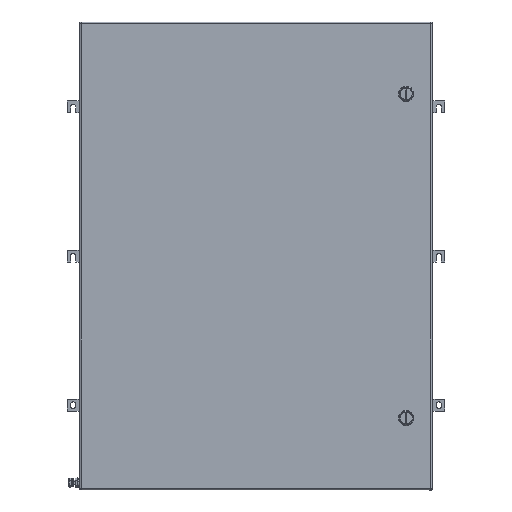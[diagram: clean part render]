
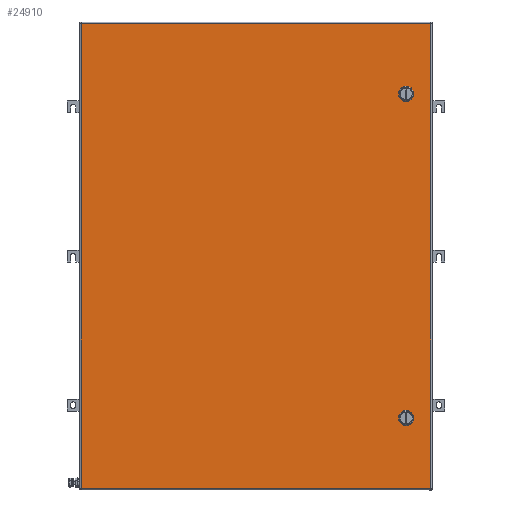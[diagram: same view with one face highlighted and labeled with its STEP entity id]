
A CAD part, top view. The second image highlights one B-rep face of the part: STEP entity #24910.
In plain terms, the highlighted planar face has unit normal (0, 0, 1).
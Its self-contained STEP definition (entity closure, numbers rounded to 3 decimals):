
#24724=AXIS2_PLACEMENT_3D('Circle Axis2P3D',#24722,#24723,$) ;
#24751=AXIS2_PLACEMENT_3D('Plane Axis2P3D',#24748,#24749,#24750) ;
#24796=AXIS2_PLACEMENT_3D('Circle Axis2P3D',#24794,#24795,$) ;
#24810=AXIS2_PLACEMENT_3D('Circle Axis2P3D',#24808,#24809,$) ;
#24824=AXIS2_PLACEMENT_3D('Circle Axis2P3D',#24822,#24823,$) ;
#24846=AXIS2_PLACEMENT_3D('Circle Axis2P3D',#24844,#24845,$) ;
#24862=AXIS2_PLACEMENT_3D('Circle Axis2P3D',#24860,#24861,$) ;
#24876=AXIS2_PLACEMENT_3D('Circle Axis2P3D',#24874,#24875,$) ;
#24890=AXIS2_PLACEMENT_3D('Circle Axis2P3D',#24888,#24889,$) ;
#24719=CARTESIAN_POINT('Vertex',(715.056,819.45,203.5)) ;
#24722=CARTESIAN_POINT('Axis2P3D Location',(710.,829.5,203.5)) ;
#24726=CARTESIAN_POINT('Vertex',(720.05,824.444,203.5)) ;
#24748=CARTESIAN_POINT('Axis2P3D Location',(395.5,490.,203.5)) ;
#24753=CARTESIAN_POINT('Line Origine',(395.5,976.5,203.5)) ;
#24757=CARTESIAN_POINT('Vertex',(762.,976.5,203.5)) ;
#24759=CARTESIAN_POINT('Vertex',(29.,976.5,203.5)) ;
#24762=CARTESIAN_POINT('Line Origine',(29.,490.,203.5)) ;
#24766=CARTESIAN_POINT('Vertex',(29.,3.5,203.5)) ;
#24769=CARTESIAN_POINT('Line Origine',(395.5,3.5,203.5)) ;
#24773=CARTESIAN_POINT('Vertex',(762.,3.5,203.5)) ;
#24776=CARTESIAN_POINT('Line Origine',(762.,490.,203.5)) ;
#24787=CARTESIAN_POINT('Line Origine',(710.,819.45,203.5)) ;
#24791=CARTESIAN_POINT('Vertex',(704.944,819.45,203.5)) ;
#24794=CARTESIAN_POINT('Axis2P3D Location',(710.,829.5,203.5)) ;
#24798=CARTESIAN_POINT('Vertex',(699.95,824.444,203.5)) ;
#24801=CARTESIAN_POINT('Line Origine',(699.95,829.5,203.5)) ;
#24805=CARTESIAN_POINT('Vertex',(699.95,834.556,203.5)) ;
#24808=CARTESIAN_POINT('Axis2P3D Location',(710.,829.5,203.5)) ;
#24812=CARTESIAN_POINT('Vertex',(704.944,839.55,203.5)) ;
#24815=CARTESIAN_POINT('Line Origine',(710.,839.55,203.5)) ;
#24819=CARTESIAN_POINT('Vertex',(715.056,839.55,203.5)) ;
#24822=CARTESIAN_POINT('Axis2P3D Location',(710.,829.5,203.5)) ;
#24826=CARTESIAN_POINT('Vertex',(720.05,834.556,203.5)) ;
#24829=CARTESIAN_POINT('Line Origine',(720.05,829.5,203.5)) ;
#24844=CARTESIAN_POINT('Axis2P3D Location',(710.,150.5,203.5)) ;
#24848=CARTESIAN_POINT('Vertex',(715.056,140.45,203.5)) ;
#24850=CARTESIAN_POINT('Vertex',(720.05,145.444,203.5)) ;
#24853=CARTESIAN_POINT('Line Origine',(710.,140.45,203.5)) ;
#24857=CARTESIAN_POINT('Vertex',(704.944,140.45,203.5)) ;
#24860=CARTESIAN_POINT('Axis2P3D Location',(710.,150.5,203.5)) ;
#24864=CARTESIAN_POINT('Vertex',(699.95,145.444,203.5)) ;
#24867=CARTESIAN_POINT('Line Origine',(699.95,150.5,203.5)) ;
#24871=CARTESIAN_POINT('Vertex',(699.95,155.556,203.5)) ;
#24874=CARTESIAN_POINT('Axis2P3D Location',(710.,150.5,203.5)) ;
#24878=CARTESIAN_POINT('Vertex',(704.944,160.55,203.5)) ;
#24881=CARTESIAN_POINT('Line Origine',(710.,160.55,203.5)) ;
#24885=CARTESIAN_POINT('Vertex',(715.056,160.55,203.5)) ;
#24888=CARTESIAN_POINT('Axis2P3D Location',(710.,150.5,203.5)) ;
#24892=CARTESIAN_POINT('Vertex',(720.05,155.556,203.5)) ;
#24895=CARTESIAN_POINT('Line Origine',(720.05,150.5,203.5)) ;
#24723=DIRECTION('Axis2P3D Direction',(0.,0.,1.)) ;
#24749=DIRECTION('Axis2P3D Direction',(0.,0.,1.)) ;
#24750=DIRECTION('Axis2P3D XDirection',(1.,0.,0.)) ;
#24754=DIRECTION('Vector Direction',(1.,0.,0.)) ;
#24763=DIRECTION('Vector Direction',(0.,-1.,0.)) ;
#24770=DIRECTION('Vector Direction',(1.,0.,0.)) ;
#24777=DIRECTION('Vector Direction',(0.,1.,0.)) ;
#24788=DIRECTION('Vector Direction',(1.,0.,0.)) ;
#24795=DIRECTION('Axis2P3D Direction',(0.,0.,1.)) ;
#24802=DIRECTION('Vector Direction',(0.,1.,0.)) ;
#24809=DIRECTION('Axis2P3D Direction',(0.,0.,1.)) ;
#24816=DIRECTION('Vector Direction',(1.,0.,0.)) ;
#24823=DIRECTION('Axis2P3D Direction',(0.,0.,1.)) ;
#24830=DIRECTION('Vector Direction',(0.,-1.,0.)) ;
#24845=DIRECTION('Axis2P3D Direction',(0.,0.,1.)) ;
#24854=DIRECTION('Vector Direction',(1.,0.,0.)) ;
#24861=DIRECTION('Axis2P3D Direction',(0.,0.,1.)) ;
#24868=DIRECTION('Vector Direction',(0.,1.,0.)) ;
#24875=DIRECTION('Axis2P3D Direction',(0.,0.,1.)) ;
#24882=DIRECTION('Vector Direction',(1.,0.,0.)) ;
#24889=DIRECTION('Axis2P3D Direction',(0.,0.,1.)) ;
#24896=DIRECTION('Vector Direction',(0.,-1.,0.)) ;
#24755=VECTOR('Line Direction',#24754,1.) ;
#24764=VECTOR('Line Direction',#24763,1.) ;
#24771=VECTOR('Line Direction',#24770,1.) ;
#24778=VECTOR('Line Direction',#24777,1.) ;
#24789=VECTOR('Line Direction',#24788,1.) ;
#24803=VECTOR('Line Direction',#24802,1.) ;
#24817=VECTOR('Line Direction',#24816,1.) ;
#24831=VECTOR('Line Direction',#24830,1.) ;
#24855=VECTOR('Line Direction',#24854,1.) ;
#24869=VECTOR('Line Direction',#24868,1.) ;
#24883=VECTOR('Line Direction',#24882,1.) ;
#24897=VECTOR('Line Direction',#24896,1.) ;
#24782=ORIENTED_EDGE('',*,*,#24761,.T.) ;
#24783=ORIENTED_EDGE('',*,*,#24768,.T.) ;
#24784=ORIENTED_EDGE('',*,*,#24775,.T.) ;
#24785=ORIENTED_EDGE('',*,*,#24780,.T.) ;
#24835=ORIENTED_EDGE('',*,*,#24793,.F.) ;
#24836=ORIENTED_EDGE('',*,*,#24800,.F.) ;
#24837=ORIENTED_EDGE('',*,*,#24807,.T.) ;
#24838=ORIENTED_EDGE('',*,*,#24814,.F.) ;
#24839=ORIENTED_EDGE('',*,*,#24821,.T.) ;
#24840=ORIENTED_EDGE('',*,*,#24828,.F.) ;
#24841=ORIENTED_EDGE('',*,*,#24833,.T.) ;
#24842=ORIENTED_EDGE('',*,*,#24728,.F.) ;
#24901=ORIENTED_EDGE('',*,*,#24852,.F.) ;
#24902=ORIENTED_EDGE('',*,*,#24859,.F.) ;
#24903=ORIENTED_EDGE('',*,*,#24866,.F.) ;
#24904=ORIENTED_EDGE('',*,*,#24873,.T.) ;
#24905=ORIENTED_EDGE('',*,*,#24880,.F.) ;
#24906=ORIENTED_EDGE('',*,*,#24887,.T.) ;
#24907=ORIENTED_EDGE('',*,*,#24894,.F.) ;
#24908=ORIENTED_EDGE('',*,*,#24899,.T.) ;
#24843=FACE_BOUND('',#24834,.T.) ;
#24909=FACE_BOUND('',#24900,.T.) ;
#24910=ADVANCED_FACE('ZUB_KTB_QL_987420_0GP_AllCATPart_AllCATPart.2\\ZUB_KTB_QL_987420_0GP_AllCATPart.2\\ZUB_DE_KTB_QL.1\\DE_KTB_MH_PART_MASTER.1\\Koerper.2',(#24786,#24843,#24909),#24752,.T.) ;
#24725=CIRCLE('generated circle',#24724,11.25) ;
#24797=CIRCLE('generated circle',#24796,11.25) ;
#24811=CIRCLE('generated circle',#24810,11.25) ;
#24825=CIRCLE('generated circle',#24824,11.25) ;
#24847=CIRCLE('generated circle',#24846,11.25) ;
#24863=CIRCLE('generated circle',#24862,11.25) ;
#24877=CIRCLE('generated circle',#24876,11.25) ;
#24891=CIRCLE('generated circle',#24890,11.25) ;
#24728=EDGE_CURVE('',#24720,#24727,#24725,.T.) ;
#24761=EDGE_CURVE('',#24758,#24760,#24756,.F.) ;
#24768=EDGE_CURVE('',#24760,#24767,#24765,.T.) ;
#24775=EDGE_CURVE('',#24767,#24774,#24772,.T.) ;
#24780=EDGE_CURVE('',#24774,#24758,#24779,.T.) ;
#24793=EDGE_CURVE('',#24792,#24720,#24790,.T.) ;
#24800=EDGE_CURVE('',#24799,#24792,#24797,.T.) ;
#24807=EDGE_CURVE('',#24799,#24806,#24804,.T.) ;
#24814=EDGE_CURVE('',#24813,#24806,#24811,.T.) ;
#24821=EDGE_CURVE('',#24813,#24820,#24818,.T.) ;
#24828=EDGE_CURVE('',#24827,#24820,#24825,.T.) ;
#24833=EDGE_CURVE('',#24827,#24727,#24832,.T.) ;
#24852=EDGE_CURVE('',#24849,#24851,#24847,.T.) ;
#24859=EDGE_CURVE('',#24858,#24849,#24856,.T.) ;
#24866=EDGE_CURVE('',#24865,#24858,#24863,.T.) ;
#24873=EDGE_CURVE('',#24865,#24872,#24870,.T.) ;
#24880=EDGE_CURVE('',#24879,#24872,#24877,.T.) ;
#24887=EDGE_CURVE('',#24879,#24886,#24884,.T.) ;
#24894=EDGE_CURVE('',#24893,#24886,#24891,.T.) ;
#24899=EDGE_CURVE('',#24893,#24851,#24898,.T.) ;
#24781=EDGE_LOOP('',(#24782,#24783,#24784,#24785)) ;
#24834=EDGE_LOOP('',(#24835,#24836,#24837,#24838,#24839,#24840,#24841,#24842)) ;
#24900=EDGE_LOOP('',(#24901,#24902,#24903,#24904,#24905,#24906,#24907,#24908)) ;
#24786=FACE_OUTER_BOUND('',#24781,.T.) ;
#24756=LINE('Line',#24753,#24755) ;
#24765=LINE('Line',#24762,#24764) ;
#24772=LINE('Line',#24769,#24771) ;
#24779=LINE('Line',#24776,#24778) ;
#24790=LINE('Line',#24787,#24789) ;
#24804=LINE('Line',#24801,#24803) ;
#24818=LINE('Line',#24815,#24817) ;
#24832=LINE('Line',#24829,#24831) ;
#24856=LINE('Line',#24853,#24855) ;
#24870=LINE('Line',#24867,#24869) ;
#24884=LINE('Line',#24881,#24883) ;
#24898=LINE('Line',#24895,#24897) ;
#24752=PLANE('',#24751) ;
#24720=VERTEX_POINT('',#24719) ;
#24727=VERTEX_POINT('',#24726) ;
#24758=VERTEX_POINT('',#24757) ;
#24760=VERTEX_POINT('',#24759) ;
#24767=VERTEX_POINT('',#24766) ;
#24774=VERTEX_POINT('',#24773) ;
#24792=VERTEX_POINT('',#24791) ;
#24799=VERTEX_POINT('',#24798) ;
#24806=VERTEX_POINT('',#24805) ;
#24813=VERTEX_POINT('',#24812) ;
#24820=VERTEX_POINT('',#24819) ;
#24827=VERTEX_POINT('',#24826) ;
#24849=VERTEX_POINT('',#24848) ;
#24851=VERTEX_POINT('',#24850) ;
#24858=VERTEX_POINT('',#24857) ;
#24865=VERTEX_POINT('',#24864) ;
#24872=VERTEX_POINT('',#24871) ;
#24879=VERTEX_POINT('',#24878) ;
#24886=VERTEX_POINT('',#24885) ;
#24893=VERTEX_POINT('',#24892) ;
